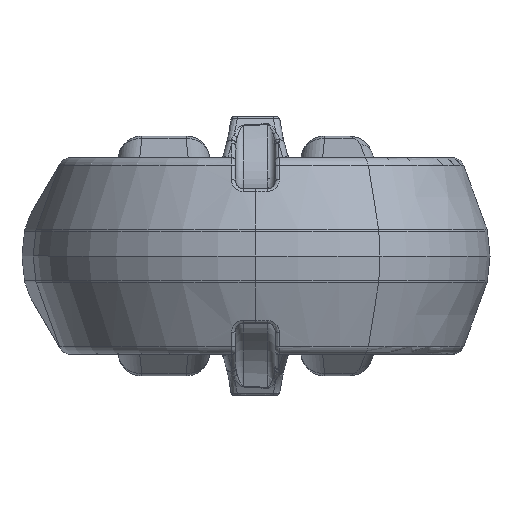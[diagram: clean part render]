
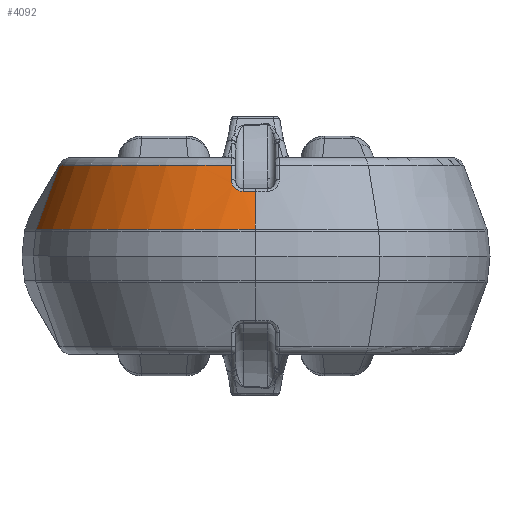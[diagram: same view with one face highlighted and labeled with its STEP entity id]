
A CAD part, front view. The second image highlights one B-rep face of the part: STEP entity #4092.
In plain terms, the highlighted conical face has half-angle 20 degrees and reference radius 55.892 mm.
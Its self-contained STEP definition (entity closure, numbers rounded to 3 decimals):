
#472=CONICAL_SURFACE('',#14206,55.892,20.);
#758=LINE('',#20436,#1327);
#835=LINE('',#20929,#1404);
#1327=VECTOR('',#15441,1.);
#1404=VECTOR('',#15682,1.);
#2231=B_SPLINE_CURVE_WITH_KNOTS('',3,(#20900,#20901,#20902,#20903,#20904,
#20905,#20906,#20907,#20908,#20909,#20910,#20911,#20912,#20913,#20914,#20915),
 .UNSPECIFIED.,.F.,.F.,(4,3,3,3,3,4),(0.,0.081,0.3,
0.533,0.767,1.),.UNSPECIFIED.);
#2232=B_SPLINE_CURVE_WITH_KNOTS('',3,(#20918,#20919,#20920,#20921,#20922,
#20923,#20924),.UNSPECIFIED.,.F.,.F.,(4,3,4),(0.,0.52,1.),
 .UNSPECIFIED.);
#3229=FACE_OUTER_BOUND('',#5243,.T.);
#4092=ADVANCED_FACE('',(#3229),#472,.T.);
#5243=EDGE_LOOP('',(#6637,#6638,#6639,#6640,#6641,#6642,#6643));
#6637=ORIENTED_EDGE('',*,*,#12015,.T.);
#6638=ORIENTED_EDGE('',*,*,#12016,.T.);
#6639=ORIENTED_EDGE('',*,*,#12017,.T.);
#6640=ORIENTED_EDGE('',*,*,#11856,.T.);
#6641=ORIENTED_EDGE('',*,*,#12018,.T.);
#6642=ORIENTED_EDGE('',*,*,#12019,.F.);
#6643=ORIENTED_EDGE('',*,*,#12020,.T.);
#10596=VERTEX_POINT('',#20435);
#10597=VERTEX_POINT('',#20437);
#10732=VERTEX_POINT('',#20916);
#10733=VERTEX_POINT('',#20917);
#10734=VERTEX_POINT('',#20925);
#10735=VERTEX_POINT('',#20928);
#10736=VERTEX_POINT('',#20930);
#11856=EDGE_CURVE('',#10597,#10596,#758,.T.);
#12015=EDGE_CURVE('',#10732,#10733,#2231,.T.);
#12016=EDGE_CURVE('',#10733,#10734,#2232,.T.);
#12017=EDGE_CURVE('',#10734,#10597,#13634,.T.);
#12018=EDGE_CURVE('',#10596,#10735,#13635,.T.);
#12019=EDGE_CURVE('',#10736,#10735,#835,.T.);
#12020=EDGE_CURVE('',#10736,#10732,#13636,.T.);
#13634=CIRCLE('',#14203,49.877);
#13635=CIRCLE('',#14204,55.766);
#13636=CIRCLE('',#14205,52.284);
#14203=AXIS2_PLACEMENT_3D('',#20926,#15678,#15679);
#14204=AXIS2_PLACEMENT_3D('',#20927,#15680,#15681);
#14205=AXIS2_PLACEMENT_3D('',#20931,#15683,#15684);
#14206=AXIS2_PLACEMENT_3D('',#20932,#15685,#15686);
#15441=DIRECTION('',(-0.342,-0.018,-0.94));
#15678=DIRECTION('',(0.,0.,-1.));
#15679=DIRECTION('',(0.,-1.,0.));
#15680=DIRECTION('',(0.,0.,1.));
#15681=DIRECTION('',(-1.,0.,0.));
#15682=DIRECTION('',(0.,-0.342,-0.94));
#15683=DIRECTION('',(0.,0.,-1.));
#15684=DIRECTION('',(-1.,0.,0.));
#15685=DIRECTION('',(0.,0.,-1.));
#15686=DIRECTION('',(1.,0.,0.));
#20435=CARTESIAN_POINT('',(-55.692,-2.793,6.846));
#20436=CARTESIAN_POINT('',(-55.818,-2.8,6.5));
#20437=CARTESIAN_POINT('',(-49.811,-2.491,23.026));
#20900=CARTESIAN_POINT('',(-3.055,-52.12,16.412));
#20901=CARTESIAN_POINT('',(-3.189,-52.112,16.412));
#20902=CARTESIAN_POINT('',(-3.324,-52.1,16.421));
#20903=CARTESIAN_POINT('',(-3.457,-52.085,16.438));
#20904=CARTESIAN_POINT('',(-3.813,-52.045,16.485));
#20905=CARTESIAN_POINT('',(-4.163,-51.977,16.595));
#20906=CARTESIAN_POINT('',(-4.475,-51.892,16.756));
#20907=CARTESIAN_POINT('',(-4.806,-51.801,16.927));
#20908=CARTESIAN_POINT('',(-5.106,-51.687,17.159));
#20909=CARTESIAN_POINT('',(-5.348,-51.563,17.43));
#20910=CARTESIAN_POINT('',(-5.592,-51.438,17.701));
#20911=CARTESIAN_POINT('',(-5.786,-51.3,18.019));
#20912=CARTESIAN_POINT('',(-5.915,-51.162,18.355));
#20913=CARTESIAN_POINT('',(-6.044,-51.024,18.689));
#20914=CARTESIAN_POINT('',(-6.112,-50.883,19.052));
#20915=CARTESIAN_POINT('',(-6.112,-50.751,19.412));
#20916=CARTESIAN_POINT('',(-3.055,-52.12,16.412));
#20917=CARTESIAN_POINT('',(-6.112,-50.751,19.412));
#20918=CARTESIAN_POINT('',(-6.112,-50.751,19.412));
#20919=CARTESIAN_POINT('',(-6.113,-50.521,20.038));
#20920=CARTESIAN_POINT('',(-6.113,-50.292,20.664));
#20921=CARTESIAN_POINT('',(-6.114,-50.062,21.29));
#20922=CARTESIAN_POINT('',(-6.114,-49.85,21.869));
#20923=CARTESIAN_POINT('',(-6.115,-49.638,22.447));
#20924=CARTESIAN_POINT('',(-6.115,-49.426,23.026));
#20925=CARTESIAN_POINT('',(-6.115,-49.426,23.026));
#20926=CARTESIAN_POINT('',(0.,0.075,23.026));
#20927=CARTESIAN_POINT('',(0.,0.075,6.846));
#20928=CARTESIAN_POINT('',(0.,-55.691,6.846));
#20929=CARTESIAN_POINT('',(0.,-55.817,6.5));
#20930=CARTESIAN_POINT('',(0.,-52.209,16.412));
#20931=CARTESIAN_POINT('',(0.,0.075,16.412));
#20932=CARTESIAN_POINT('',(0.,0.075,6.5));
